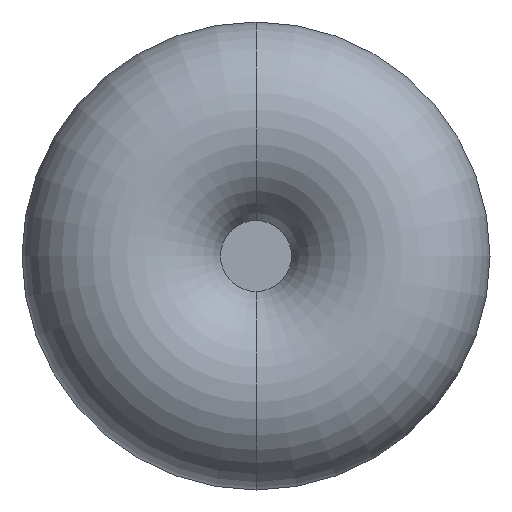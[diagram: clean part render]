
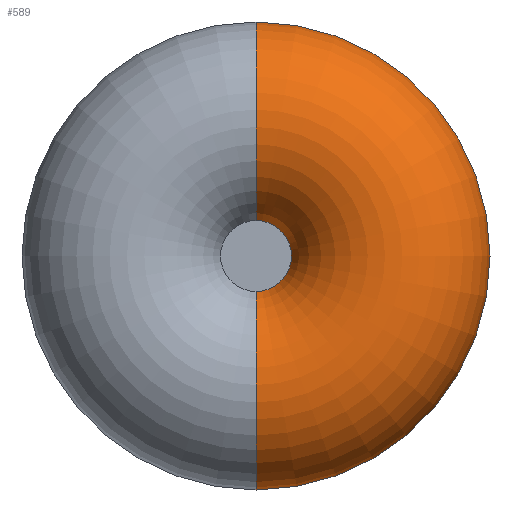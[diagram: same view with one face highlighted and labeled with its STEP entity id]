
A CAD part, front view. The second image highlights one B-rep face of the part: STEP entity #589.
In plain terms, the highlighted toroidal (fillet/blend) face has major radius 4.5 mm and minor radius 3.5 mm.
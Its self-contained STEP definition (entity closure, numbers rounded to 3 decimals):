
#18 = ORIENTED_EDGE ( 'NONE', *, *, #278, .F. ) ;
#26 = CARTESIAN_POINT ( 'NONE',  ( 0., 2.3, -1.212 ) ) ;
#29 = EDGE_CURVE ( 'NONE', #584, #574, #535, .T. ) ;
#43 = EDGE_LOOP ( 'NONE', ( #18, #285, #647, #551, #560 ) ) ;
#51 = DIRECTION ( 'NONE',  ( 0., 0., 1. ) ) ;
#55 = DIRECTION ( 'NONE',  ( 0., 1., 0. ) ) ;
#72 = VERTEX_POINT ( 'NONE', #26 ) ;
#85 = CIRCLE ( 'NONE', #311, 3.5 ) ;
#103 = CARTESIAN_POINT ( 'NONE',  ( 0., 3.5, -4.5 ) ) ;
#107 = TOROIDAL_SURFACE ( 'NONE', #546, 4.5, 3.5 ) ;
#128 = CARTESIAN_POINT ( 'NONE',  ( 0., 6.372, 6.5 ) ) ;
#153 = CARTESIAN_POINT ( 'NONE',  ( 0., 6.372, 0. ) ) ;
#184 = DIRECTION ( 'NONE',  ( -1., 0., 0. ) ) ;
#204 = CARTESIAN_POINT ( 'NONE',  ( 0., 6.372, -6.5 ) ) ;
#206 = CARTESIAN_POINT ( 'NONE',  ( 0., 3.5, 4.5 ) ) ;
#217 = AXIS2_PLACEMENT_3D ( 'NONE', #153, #312, #464 ) ;
#223 = DIRECTION ( 'NONE',  ( 0., 0., -1. ) ) ;
#230 = CARTESIAN_POINT ( 'NONE',  ( 0., 2.3, 0. ) ) ;
#246 = AXIS2_PLACEMENT_3D ( 'NONE', #530, #322, #223 ) ;
#249 = DIRECTION ( 'NONE',  ( 0., 0., 1. ) ) ;
#253 = DIRECTION ( 'NONE',  ( 0., 0., -1. ) ) ;
#278 = EDGE_CURVE ( 'NONE', #72, #368, #301, .T. ) ;
#285 = ORIENTED_EDGE ( 'NONE', *, *, #539, .T. ) ;
#298 = CARTESIAN_POINT ( 'NONE',  ( 6.5, 6.372, 0. ) ) ;
#301 = CIRCLE ( 'NONE', #343, 1.212 ) ;
#309 = VERTEX_POINT ( 'NONE', #128 ) ;
#311 = AXIS2_PLACEMENT_3D ( 'NONE', #206, #399, #51 ) ;
#312 = DIRECTION ( 'NONE',  ( 0., -1., 0. ) ) ;
#322 = DIRECTION ( 'NONE',  ( 0., -1., 0. ) ) ;
#343 = AXIS2_PLACEMENT_3D ( 'NONE', #230, #594, #184 ) ;
#349 = CARTESIAN_POINT ( 'NONE',  ( 0., 3.5, 0. ) ) ;
#355 = DIRECTION ( 'NONE',  ( 1., 0., 0. ) ) ;
#368 = VERTEX_POINT ( 'NONE', #377 ) ;
#377 = CARTESIAN_POINT ( 'NONE',  ( 0., 2.3, 1.212 ) ) ;
#399 = DIRECTION ( 'NONE',  ( -1., 0., 0. ) ) ;
#464 = DIRECTION ( 'NONE',  ( 0., 0., -1. ) ) ;
#521 = CIRCLE ( 'NONE', #659, 3.5 ) ;
#530 = CARTESIAN_POINT ( 'NONE',  ( 0., 6.372, 0. ) ) ;
#535 = CIRCLE ( 'NONE', #246, 6.5 ) ;
#539 = EDGE_CURVE ( 'NONE', #72, #584, #521, .T. ) ;
#546 = AXIS2_PLACEMENT_3D ( 'NONE', #349, #55, #249 ) ;
#550 = FACE_OUTER_BOUND ( 'NONE', #43, .T. ) ;
#551 = ORIENTED_EDGE ( 'NONE', *, *, #661, .T. ) ;
#560 = ORIENTED_EDGE ( 'NONE', *, *, #616, .F. ) ;
#574 = VERTEX_POINT ( 'NONE', #298 ) ;
#584 = VERTEX_POINT ( 'NONE', #204 ) ;
#589 = ADVANCED_FACE ( 'NONE', ( #550 ), #107, .T. ) ;
#594 = DIRECTION ( 'NONE',  ( 0., -1., 0. ) ) ;
#616 = EDGE_CURVE ( 'NONE', #368, #309, #85, .T. ) ;
#620 = CIRCLE ( 'NONE', #217, 6.5 ) ;
#647 = ORIENTED_EDGE ( 'NONE', *, *, #29, .T. ) ;
#659 = AXIS2_PLACEMENT_3D ( 'NONE', #103, #355, #253 ) ;
#661 = EDGE_CURVE ( 'NONE', #574, #309, #620, .T. ) ;
